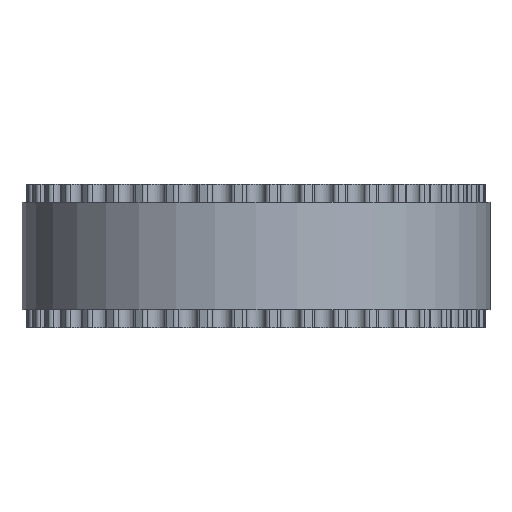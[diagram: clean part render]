
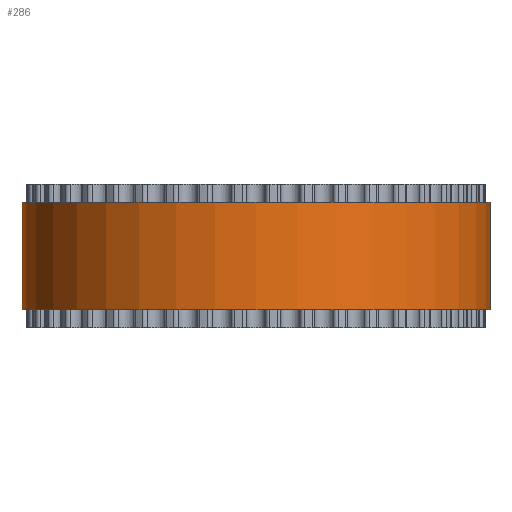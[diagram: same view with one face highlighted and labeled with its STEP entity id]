
A CAD part, front view. The second image highlights one B-rep face of the part: STEP entity #286.
In plain terms, the highlighted cylindrical face has radius 13.051 mm (diameter 26.101 mm), a full revolution.
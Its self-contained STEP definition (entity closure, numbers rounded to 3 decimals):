
#97=FACE_BOUND('',#784,.T.);
#98=FACE_BOUND('',#785,.T.);
#286=ADVANCED_FACE('',(#97,#98),#451,.T.);
#451=CYLINDRICAL_SURFACE('',#3751,13.051);
#784=EDGE_LOOP('',(#2098));
#785=EDGE_LOOP('',(#2099));
#2098=ORIENTED_EDGE('',*,*,#2922,.T.);
#2099=ORIENTED_EDGE('',*,*,#2923,.T.);
#2428=VERTEX_POINT('',#5900);
#2429=VERTEX_POINT('',#5902);
#2922=EDGE_CURVE('',#2428,#2428,#3252,.T.);
#2923=EDGE_CURVE('',#2429,#2429,#3253,.T.);
#3252=CIRCLE('',#3749,13.051);
#3253=CIRCLE('',#3750,13.051);
#3749=AXIS2_PLACEMENT_3D('',#5899,#4906,#4907);
#3750=AXIS2_PLACEMENT_3D('',#5901,#4908,#4909);
#3751=AXIS2_PLACEMENT_3D('',#5903,#4910,#4911);
#4906=DIRECTION('',(0.,0.,1.));
#4907=DIRECTION('',(1.,0.,0.));
#4908=DIRECTION('',(0.,0.,-1.));
#4909=DIRECTION('',(1.,0.,0.));
#4910=DIRECTION('',(0.,0.,1.));
#4911=DIRECTION('',(1.,0.,0.));
#5899=CARTESIAN_POINT('',(0.,0.,1.));
#5900=CARTESIAN_POINT('',(13.051,0.,1.));
#5901=CARTESIAN_POINT('',(0.,0.,7.));
#5902=CARTESIAN_POINT('',(13.051,0.,7.));
#5903=CARTESIAN_POINT('',(0.,0.,1.));
